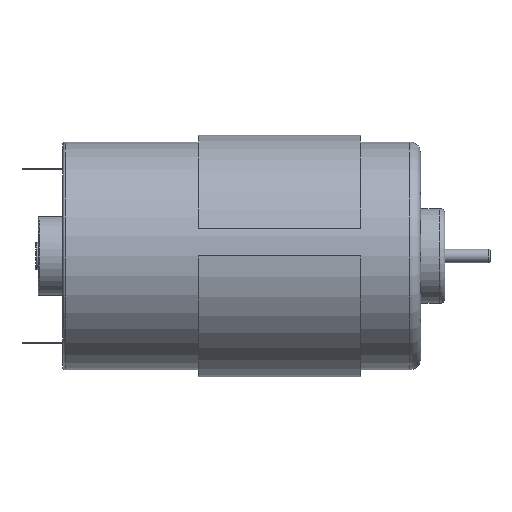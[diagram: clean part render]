
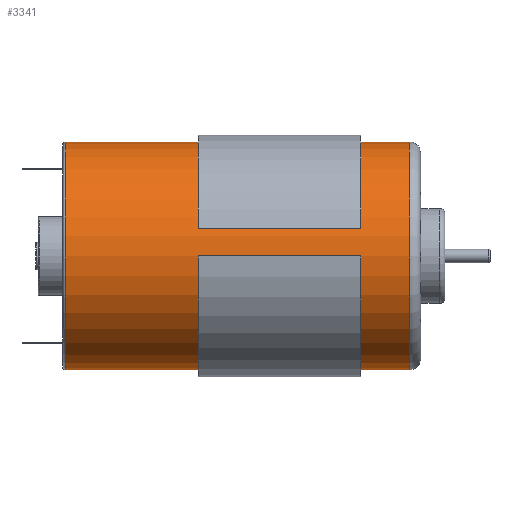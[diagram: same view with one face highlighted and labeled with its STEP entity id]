
A CAD part, left-side view. The second image highlights one B-rep face of the part: STEP entity #3341.
In plain terms, the highlighted cylindrical face has radius 21 mm (diameter 42 mm), a full revolution.
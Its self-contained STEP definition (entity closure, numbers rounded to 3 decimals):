
#287=FACE_OUTER_BOUND('',#501,.T.);
#501=EDGE_LOOP('',(#2814,#2815,#2816,#2817,#2818,#2819));
#764=CIRCLE('',#3675,21.);
#765=CIRCLE('',#3676,21.);
#766=CIRCLE('',#3678,21.);
#767=CIRCLE('',#3679,21.);
#1029=LINE('',#6011,#1273);
#1273=VECTOR('',#4526,21.);
#1578=VERTEX_POINT('',#6004);
#1579=VERTEX_POINT('',#6006);
#1580=VERTEX_POINT('',#6010);
#1581=VERTEX_POINT('',#6012);
#2014=EDGE_CURVE('',#1578,#1579,#764,.T.);
#2015=EDGE_CURVE('',#1579,#1578,#765,.T.);
#2016=EDGE_CURVE('',#1579,#1580,#1029,.T.);
#2017=EDGE_CURVE('',#1581,#1580,#766,.T.);
#2018=EDGE_CURVE('',#1580,#1581,#767,.T.);
#2814=ORIENTED_EDGE('',*,*,#2015,.F.);
#2815=ORIENTED_EDGE('',*,*,#2016,.T.);
#2816=ORIENTED_EDGE('',*,*,#2017,.F.);
#2817=ORIENTED_EDGE('',*,*,#2018,.F.);
#2818=ORIENTED_EDGE('',*,*,#2016,.F.);
#2819=ORIENTED_EDGE('',*,*,#2014,.F.);
#3171=CYLINDRICAL_SURFACE('',#3677,21.);
#3341=ADVANCED_FACE('',(#287),#3171,.T.);
#3675=AXIS2_PLACEMENT_3D('',#6007,#4520,#4521);
#3676=AXIS2_PLACEMENT_3D('',#6008,#4522,#4523);
#3677=AXIS2_PLACEMENT_3D('',#6009,#4524,#4525);
#3678=AXIS2_PLACEMENT_3D('',#6013,#4527,#4528);
#3679=AXIS2_PLACEMENT_3D('',#6014,#4529,#4530);
#4520=DIRECTION('center_axis',(0.,1.,0.));
#4521=DIRECTION('ref_axis',(1.,0.,0.));
#4522=DIRECTION('center_axis',(0.,1.,0.));
#4523=DIRECTION('ref_axis',(1.,0.,0.));
#4524=DIRECTION('center_axis',(0.,1.,0.));
#4525=DIRECTION('ref_axis',(1.,0.,0.));
#4526=DIRECTION('',(0.,-1.,0.));
#4527=DIRECTION('center_axis',(0.,-1.,0.));
#4528=DIRECTION('ref_axis',(1.,0.,0.));
#4529=DIRECTION('center_axis',(0.,-1.,0.));
#4530=DIRECTION('ref_axis',(1.,0.,0.));
#6004=CARTESIAN_POINT('',(0.,54.5,-21.));
#6006=CARTESIAN_POINT('',(-21.,54.5,0.));
#6007=CARTESIAN_POINT('Origin',(0.,54.5,0.));
#6008=CARTESIAN_POINT('Origin',(0.,54.5,0.));
#6009=CARTESIAN_POINT('Origin',(0.,-11.,0.));
#6010=CARTESIAN_POINT('',(-21.,-9.,0.));
#6011=CARTESIAN_POINT('',(-21.,-11.,0.));
#6012=CARTESIAN_POINT('',(0.,-9.,-21.));
#6013=CARTESIAN_POINT('Origin',(0.,-9.,0.));
#6014=CARTESIAN_POINT('Origin',(0.,-9.,0.));
